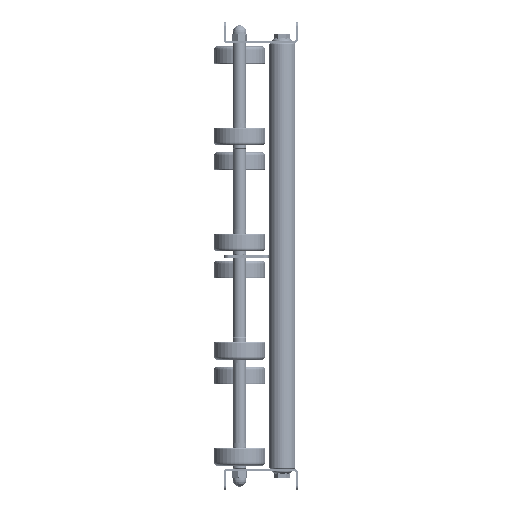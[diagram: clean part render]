
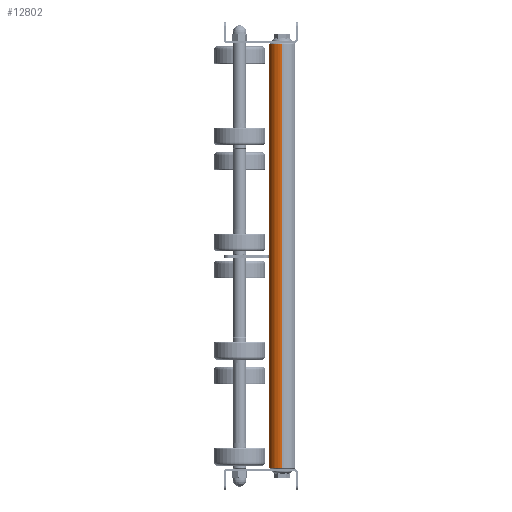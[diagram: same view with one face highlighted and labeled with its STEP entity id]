
A CAD part, left-side view. The second image highlights one B-rep face of the part: STEP entity #12802.
In plain terms, the highlighted cylindrical face has radius 12.5 mm (diameter 25 mm), a partial arc.
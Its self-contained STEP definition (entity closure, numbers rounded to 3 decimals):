
#228 = EDGE_CURVE ( 'NONE', #9059, #17247, #11871, .T. ) ;
#1284 = AXIS2_PLACEMENT_3D ( 'NONE', #20398, #18769, #7914 ) ;
#1762 = CARTESIAN_POINT ( 'NONE',  ( 400., 0., 0. ) ) ;
#1817 = ORIENTED_EDGE ( 'NONE', *, *, #228, .T. ) ;
#2040 = ORIENTED_EDGE ( 'NONE', *, *, #2213, .F. ) ;
#2213 = EDGE_CURVE ( 'NONE', #9059, #13146, #21037, .T. ) ;
#3494 = DIRECTION ( 'NONE',  ( 0., 0., 1. ) ) ;
#4174 = VECTOR ( 'NONE', #6917, 1000. ) ;
#5228 = AXIS2_PLACEMENT_3D ( 'NONE', #1762, #12477, #3494 ) ;
#5247 = CYLINDRICAL_SURFACE ( 'NONE', #5228, 12.5 ) ;
#5360 = FACE_OUTER_BOUND ( 'NONE', #16367, .T. ) ;
#6584 = DIRECTION ( 'NONE',  ( 0., 0., -1. ) ) ;
#6917 = DIRECTION ( 'NONE',  ( -1., 0., 0. ) ) ;
#6928 = DIRECTION ( 'NONE',  ( -1., 0., 0. ) ) ;
#7914 = DIRECTION ( 'NONE',  ( 0., 0., -1. ) ) ;
#9059 = VERTEX_POINT ( 'NONE', #20657 ) ;
#10669 = LINE ( 'NONE', #21049, #21296 ) ;
#11354 = CARTESIAN_POINT ( 'NONE',  ( 399., 0., -12.5 ) ) ;
#11724 = CARTESIAN_POINT ( 'NONE',  ( 1., 0., 0. ) ) ;
#11739 = CIRCLE ( 'NONE', #11788, 12.5 ) ;
#11788 = AXIS2_PLACEMENT_3D ( 'NONE', #11724, #15104, #6584 ) ;
#11871 = CIRCLE ( 'NONE', #1284, 12.5 ) ;
#12477 = DIRECTION ( 'NONE',  ( -1., 0., 0. ) ) ;
#12802 = ADVANCED_FACE ( 'NONE', ( #5360 ), #5247, .T. ) ;
#13146 = VERTEX_POINT ( 'NONE', #14917 ) ;
#13799 = CARTESIAN_POINT ( 'NONE',  ( 1., 0., -12.5 ) ) ;
#14917 = CARTESIAN_POINT ( 'NONE',  ( 1., 0., 12.5 ) ) ;
#15104 = DIRECTION ( 'NONE',  ( 1., 0., 0. ) ) ;
#16204 = VERTEX_POINT ( 'NONE', #13799 ) ;
#16367 = EDGE_LOOP ( 'NONE', ( #1817, #21010, #22839, #2040 ) ) ;
#17247 = VERTEX_POINT ( 'NONE', #11354 ) ;
#18769 = DIRECTION ( 'NONE',  ( -1., 0., 0. ) ) ;
#18895 = EDGE_CURVE ( 'NONE', #17247, #16204, #10669, .T. ) ;
#19298 = CARTESIAN_POINT ( 'NONE',  ( 400., 0., 12.5 ) ) ;
#20398 = CARTESIAN_POINT ( 'NONE',  ( 399., 0., 0. ) ) ;
#20657 = CARTESIAN_POINT ( 'NONE',  ( 399., 0., 12.5 ) ) ;
#21010 = ORIENTED_EDGE ( 'NONE', *, *, #18895, .T. ) ;
#21037 = LINE ( 'NONE', #19298, #4174 ) ;
#21049 = CARTESIAN_POINT ( 'NONE',  ( 400., 0., -12.5 ) ) ;
#21296 = VECTOR ( 'NONE', #6928, 1000. ) ;
#21439 = EDGE_CURVE ( 'NONE', #16204, #13146, #11739, .T. ) ;
#22839 = ORIENTED_EDGE ( 'NONE', *, *, #21439, .T. ) ;
